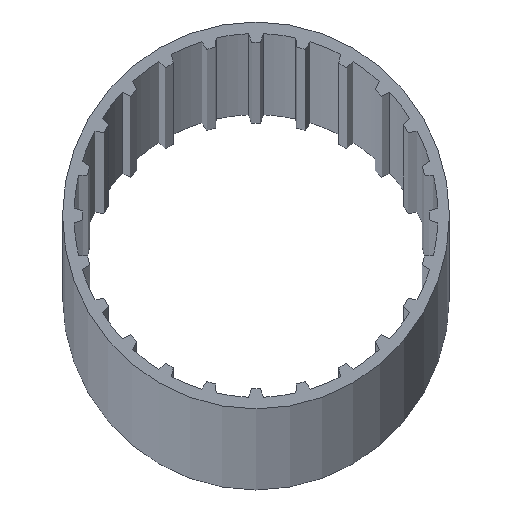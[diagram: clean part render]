
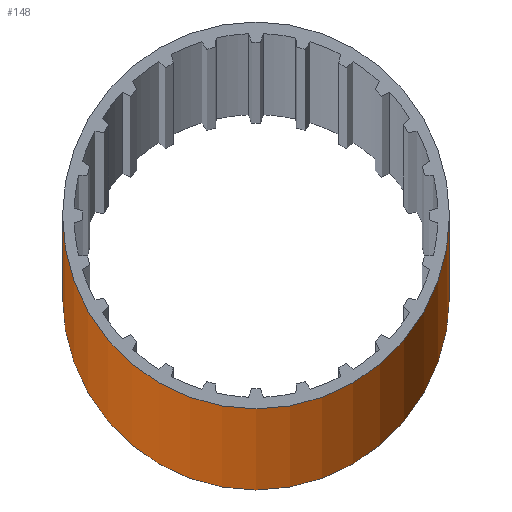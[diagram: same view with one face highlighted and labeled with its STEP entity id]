
A CAD part, top view. The second image highlights one B-rep face of the part: STEP entity #148.
In plain terms, the highlighted cylindrical face has radius 25 mm (diameter 50 mm), a full revolution.
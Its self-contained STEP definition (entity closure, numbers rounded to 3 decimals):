
#148=ADVANCED_FACE('',(#201,#202),#203,.T.);
#201=FACE_OUTER_BOUND('',#306,.T.);
#202=FACE_OUTER_BOUND('',#307,.T.);
#203=CYLINDRICAL_SURFACE('',#308,25.0);
#306=EDGE_LOOP('',(#416));
#307=EDGE_LOOP('',(#417));
#308=AXIS2_PLACEMENT_3D('',#418,#419,#420);
#416=ORIENTED_EDGE('',*,*,#858,.F.);
#417=ORIENTED_EDGE('',*,*,#859,.T.);
#418=CARTESIAN_POINT('',(0.,0.,3000.0));
#419=DIRECTION('',(0.0,0.0,-1.0));
#420=DIRECTION('',(-1.0,0.0,0.0));
#858=EDGE_CURVE('',#1008,#1008,#1009,.T.);
#859=EDGE_CURVE('',#1010,#1010,#1011,.T.);
#1008=VERTEX_POINT('',#1254);
#1009=CIRCLE('',#1255,25.0);
#1010=VERTEX_POINT('',#1256);
#1011=CIRCLE('',#1257,25.0);
#1254=CARTESIAN_POINT('',(25.0,0.,3000.0));
#1255=AXIS2_PLACEMENT_3D('',#1544,#1545,#1546);
#1256=CARTESIAN_POINT('',(25.0,0.,-3000.0));
#1257=AXIS2_PLACEMENT_3D('',#1547,#1548,#1549);
#1544=CARTESIAN_POINT('',(0.,0.,3000.0));
#1545=DIRECTION('',(0.0,0.0,1.0));
#1546=DIRECTION('',(1.0,0.0,0.0));
#1547=CARTESIAN_POINT('',(0.,0.,-3000.0));
#1548=DIRECTION('',(0.0,0.0,1.0));
#1549=DIRECTION('',(1.0,0.0,0.0));
